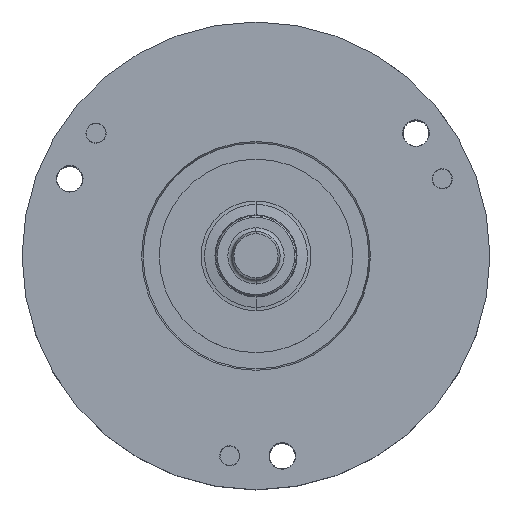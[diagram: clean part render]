
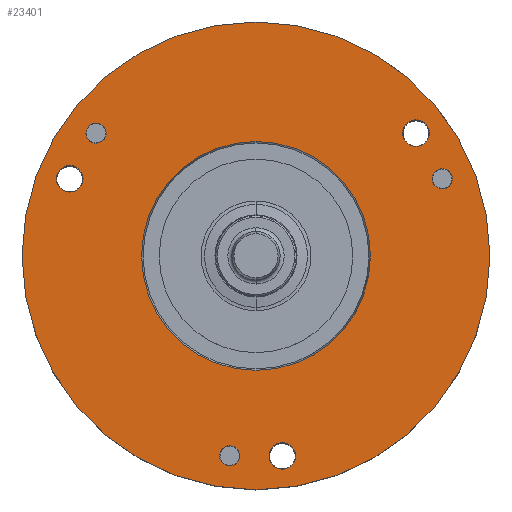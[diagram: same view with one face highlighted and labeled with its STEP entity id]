
A CAD part, top view. The second image highlights one B-rep face of the part: STEP entity #23401.
In plain terms, the highlighted planar face has unit normal (0, 0, 1).
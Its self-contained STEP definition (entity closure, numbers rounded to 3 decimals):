
#3998=CARTESIAN_POINT('',(0.,0.,25.));
#3999=DIRECTION('',(0.,0.,1.));
#4000=DIRECTION('',(1.,0.,0.));
#4001=AXIS2_PLACEMENT_3D('',#3998,#3999,#4000);
#4003=CARTESIAN_POINT('',(0.,0.,25.));
#4004=DIRECTION('',(0.,0.,1.));
#4005=DIRECTION('',(-1.,0.,0.));
#4006=AXIS2_PLACEMENT_3D('',#4003,#4004,#4005);
#4008=CARTESIAN_POINT('',(-19.834,15.219,25.));
#4009=DIRECTION('',(0.,0.,-1.));
#4010=DIRECTION('',(-0.793,0.609,0.));
#4011=AXIS2_PLACEMENT_3D('',#4008,#4009,#4010);
#4013=CARTESIAN_POINT('',(-19.834,15.219,25.));
#4014=DIRECTION('',(0.,0.,-1.));
#4015=DIRECTION('',(0.793,-0.609,0.));
#4016=AXIS2_PLACEMENT_3D('',#4013,#4014,#4015);
#4018=CARTESIAN_POINT('',(-3.263,-24.786,25.));
#4019=DIRECTION('',(0.,0.,-1.));
#4020=DIRECTION('',(-0.131,-0.991,0.));
#4021=AXIS2_PLACEMENT_3D('',#4018,#4019,#4020);
#4023=CARTESIAN_POINT('',(-3.263,-24.786,25.));
#4024=DIRECTION('',(0.,0.,-1.));
#4025=DIRECTION('',(0.131,0.991,0.));
#4026=AXIS2_PLACEMENT_3D('',#4023,#4024,#4025);
#4028=CARTESIAN_POINT('',(23.097,9.567,25.));
#4029=DIRECTION('',(0.,0.,-1.));
#4030=DIRECTION('',(0.924,0.383,0.));
#4031=AXIS2_PLACEMENT_3D('',#4028,#4029,#4030);
#4033=CARTESIAN_POINT('',(23.097,9.567,25.));
#4034=DIRECTION('',(0.,0.,-1.));
#4035=DIRECTION('',(-0.924,-0.383,0.));
#4036=AXIS2_PLACEMENT_3D('',#4033,#4034,#4035);
#4038=CARTESIAN_POINT('',(3.263,-24.786,25.));
#4039=DIRECTION('',(0.,0.,1.));
#4040=DIRECTION('',(0.,-1.,0.));
#4041=AXIS2_PLACEMENT_3D('',#4038,#4039,#4040);
#4043=CARTESIAN_POINT('',(3.263,-24.786,25.));
#4044=DIRECTION('',(0.,0.,1.));
#4045=DIRECTION('',(0.,1.,0.));
#4046=AXIS2_PLACEMENT_3D('',#4043,#4044,#4045);
#4048=CARTESIAN_POINT('',(19.834,15.219,25.));
#4049=DIRECTION('',(0.,0.,1.));
#4050=DIRECTION('',(0.,-1.,0.));
#4051=AXIS2_PLACEMENT_3D('',#4048,#4049,#4050);
#4053=CARTESIAN_POINT('',(19.834,15.219,25.));
#4054=DIRECTION('',(0.,0.,1.));
#4055=DIRECTION('',(0.,1.,0.));
#4056=AXIS2_PLACEMENT_3D('',#4053,#4054,#4055);
#4058=CARTESIAN_POINT('',(-23.097,9.567,25.));
#4059=DIRECTION('',(0.,0.,1.));
#4060=DIRECTION('',(0.,-1.,0.));
#4061=AXIS2_PLACEMENT_3D('',#4058,#4059,#4060);
#4063=CARTESIAN_POINT('',(-23.097,9.567,25.));
#4064=DIRECTION('',(0.,0.,1.));
#4065=DIRECTION('',(0.,1.,0.));
#4066=AXIS2_PLACEMENT_3D('',#4063,#4064,#4065);
#4077=CARTESIAN_POINT('',(0.,0.,25.));
#4078=DIRECTION('',(0.,0.,-1.));
#4079=DIRECTION('',(-1.,0.,0.));
#4080=AXIS2_PLACEMENT_3D('',#4077,#4078,#4079);
#4106=CARTESIAN_POINT('',(0.,0.,25.));
#4107=DIRECTION('',(0.,0.,-1.));
#4108=DIRECTION('',(1.,0.,0.));
#4109=AXIS2_PLACEMENT_3D('',#4106,#4107,#4108);
#18696=CARTESIAN_POINT('',(29.,0.,25.));
#18697=CARTESIAN_POINT('',(-29.,0.,25.));
#18698=VERTEX_POINT('',#18696);
#18699=VERTEX_POINT('',#18697);
#18776=CARTESIAN_POINT('',(-20.826,15.98,25.));
#18777=CARTESIAN_POINT('',(-18.842,14.458,25.));
#18778=VERTEX_POINT('',#18776);
#18779=VERTEX_POINT('',#18777);
#18780=CARTESIAN_POINT('',(-3.426,-26.025,25.));
#18781=CARTESIAN_POINT('',(-3.1,-23.547,25.));
#18782=VERTEX_POINT('',#18780);
#18783=VERTEX_POINT('',#18781);
#18784=CARTESIAN_POINT('',(24.252,10.045,25.));
#18785=CARTESIAN_POINT('',(21.942,9.089,25.));
#18786=VERTEX_POINT('',#18784);
#18787=VERTEX_POINT('',#18785);
#18886=CARTESIAN_POINT('',(14.188,0.,25.));
#18887=CARTESIAN_POINT('',(-14.188,0.,25.));
#18888=VERTEX_POINT('',#18886);
#18889=VERTEX_POINT('',#18887);
#19070=CARTESIAN_POINT('',(3.263,-26.436,25.));
#19071=CARTESIAN_POINT('',(3.263,-23.136,25.));
#19072=VERTEX_POINT('',#19070);
#19073=VERTEX_POINT('',#19071);
#19078=CARTESIAN_POINT('',(19.834,13.569,25.));
#19079=CARTESIAN_POINT('',(19.834,16.869,25.));
#19080=VERTEX_POINT('',#19078);
#19081=VERTEX_POINT('',#19079);
#19086=CARTESIAN_POINT('',(-23.097,7.917,25.));
#19087=CARTESIAN_POINT('',(-23.097,11.217,25.));
#19088=VERTEX_POINT('',#19086);
#19089=VERTEX_POINT('',#19087);
#23350=CARTESIAN_POINT('',(0.,0.,25.));
#23351=DIRECTION('',(0.,0.,1.));
#23352=DIRECTION('',(1.,0.,0.));
#23353=AXIS2_PLACEMENT_3D('',#23350,#23351,#23352);
#23354=PLANE('',#23353);
#23355=ORIENTED_EDGE('',*,*,#23330,.F.);
#23356=ORIENTED_EDGE('',*,*,#23344,.F.);
#23357=EDGE_LOOP('',(#23355,#23356));
#23358=FACE_OUTER_BOUND('',#23357,.F.);
#23360=ORIENTED_EDGE('',*,*,#23359,.F.);
#23362=ORIENTED_EDGE('',*,*,#23361,.F.);
#23363=EDGE_LOOP('',(#23360,#23362));
#23364=FACE_BOUND('',#23363,.F.);
#23366=ORIENTED_EDGE('',*,*,#23365,.F.);
#23368=ORIENTED_EDGE('',*,*,#23367,.F.);
#23369=EDGE_LOOP('',(#23366,#23368));
#23370=FACE_BOUND('',#23369,.F.);
#23372=ORIENTED_EDGE('',*,*,#23371,.F.);
#23374=ORIENTED_EDGE('',*,*,#23373,.F.);
#23375=EDGE_LOOP('',(#23372,#23374));
#23376=FACE_BOUND('',#23375,.F.);
#23378=ORIENTED_EDGE('',*,*,#23377,.F.);
#23380=ORIENTED_EDGE('',*,*,#23379,.F.);
#23381=EDGE_LOOP('',(#23378,#23380));
#23382=FACE_BOUND('',#23381,.F.);
#23384=ORIENTED_EDGE('',*,*,#23383,.T.);
#23386=ORIENTED_EDGE('',*,*,#23385,.T.);
#23387=EDGE_LOOP('',(#23384,#23386));
#23388=FACE_BOUND('',#23387,.F.);
#23390=ORIENTED_EDGE('',*,*,#23389,.T.);
#23392=ORIENTED_EDGE('',*,*,#23391,.T.);
#23393=EDGE_LOOP('',(#23390,#23392));
#23394=FACE_BOUND('',#23393,.F.);
#23396=ORIENTED_EDGE('',*,*,#23395,.T.);
#23398=ORIENTED_EDGE('',*,*,#23397,.T.);
#23399=EDGE_LOOP('',(#23396,#23398));
#23400=FACE_BOUND('',#23399,.F.);
#4002=CIRCLE('',#4001,29.);
#4007=CIRCLE('',#4006,29.);
#4012=CIRCLE('',#4011,1.25);
#4017=CIRCLE('',#4016,1.25);
#4022=CIRCLE('',#4021,1.25);
#4027=CIRCLE('',#4026,1.25);
#4032=CIRCLE('',#4031,1.25);
#4037=CIRCLE('',#4036,1.25);
#4042=CIRCLE('',#4041,1.65);
#4047=CIRCLE('',#4046,1.65);
#4052=CIRCLE('',#4051,1.65);
#4057=CIRCLE('',#4056,1.65);
#4062=CIRCLE('',#4061,1.65);
#4067=CIRCLE('',#4066,1.65);
#4081=CIRCLE('',#4080,14.188);
#4110=CIRCLE('',#4109,14.188);
#23330=EDGE_CURVE('',#18698,#18699,#4002,.T.);
#23344=EDGE_CURVE('',#18699,#18698,#4007,.T.);
#23359=EDGE_CURVE('',#18889,#18888,#4081,.T.);
#23361=EDGE_CURVE('',#18888,#18889,#4110,.T.);
#23365=EDGE_CURVE('',#18778,#18779,#4012,.T.);
#23367=EDGE_CURVE('',#18779,#18778,#4017,.T.);
#23371=EDGE_CURVE('',#18782,#18783,#4022,.T.);
#23373=EDGE_CURVE('',#18783,#18782,#4027,.T.);
#23377=EDGE_CURVE('',#18786,#18787,#4032,.T.);
#23379=EDGE_CURVE('',#18787,#18786,#4037,.T.);
#23383=EDGE_CURVE('',#19072,#19073,#4042,.T.);
#23385=EDGE_CURVE('',#19073,#19072,#4047,.T.);
#23389=EDGE_CURVE('',#19080,#19081,#4052,.T.);
#23391=EDGE_CURVE('',#19081,#19080,#4057,.T.);
#23395=EDGE_CURVE('',#19088,#19089,#4062,.T.);
#23397=EDGE_CURVE('',#19089,#19088,#4067,.T.);
#23401=ADVANCED_FACE('',(#23358,#23364,#23370,#23376,#23382,#23388,#23394,
#23400),#23354,.T.);
